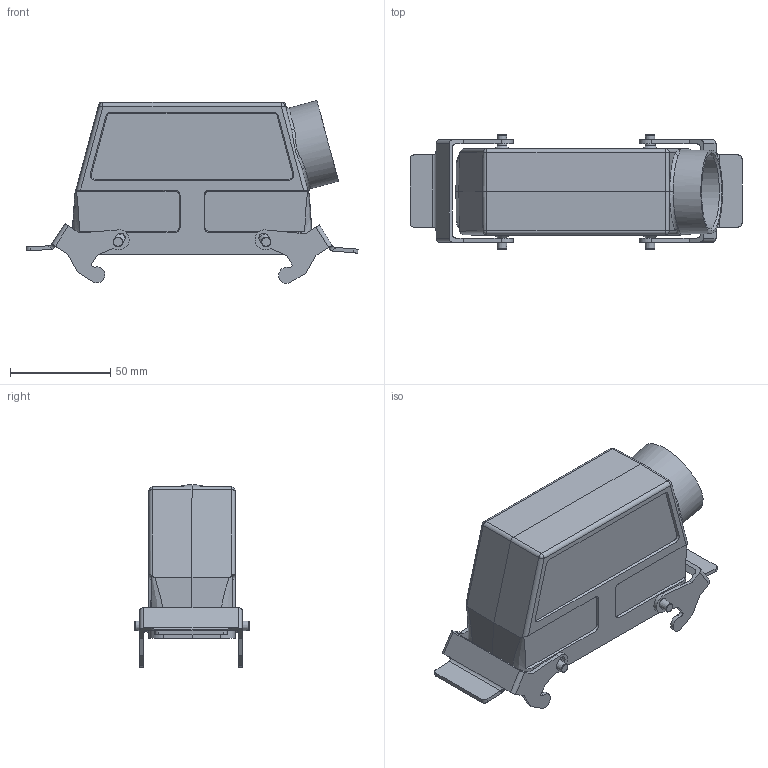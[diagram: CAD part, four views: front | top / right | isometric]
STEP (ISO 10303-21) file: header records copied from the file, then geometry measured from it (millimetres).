
FILE_DESCRIPTION((''),'2;1');
FILE_NAME('04300240531.stp','2020-07-07T15:54:31',('e.eickhoff'),(''),'Autodesk Inventor 2012','Autodesk Inventor 2012','');
FILE_SCHEMA(('AUTOMOTIVE_DESIGN { 1 0 10303 214 1 1 1 1 }'));
Length unit declared in the file: millimetre
Products named in the file (3): 04300240531; Metallbügel Quer
Assembly tree (3 placements, depth 2):
  04300240531
    04300240531
    Metallbügel Quer  x2
Bounding box: 165.74 x 57.2 x 91.26 mm (x, y, z)
Volume: 98649.9 mm3; surface area: 64875.8 mm2
Topology: 3 solids, 3 shells, 415 faces, 1080 edges, 699 vertices
Faces by surface type: plane 237, cylinder 96, cone 41, bspline 36, sphere 5
Full cylindrical faces by diameter (mm): 3 x4, 32 x1, 37 x1, 41.65 x1
Entity records: 12745 total; most frequent: CARTESIAN_POINT 3861, ORIENTED_EDGE 1808, DIRECTION 1755, EDGE_CURVE 904, VERTEX_POINT 594, AXIS2_PLACEMENT_3D 589, VECTOR 577, LINE 577
